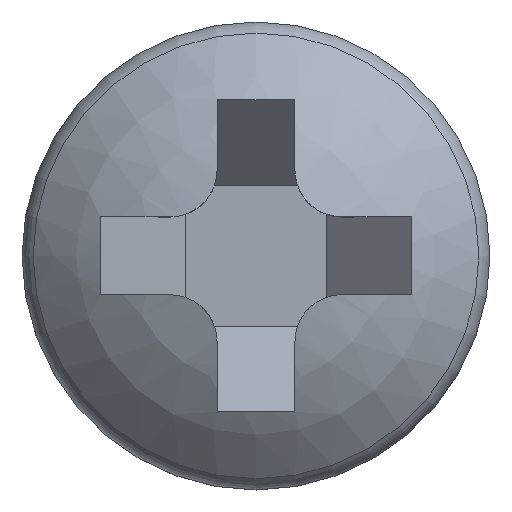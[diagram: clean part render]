
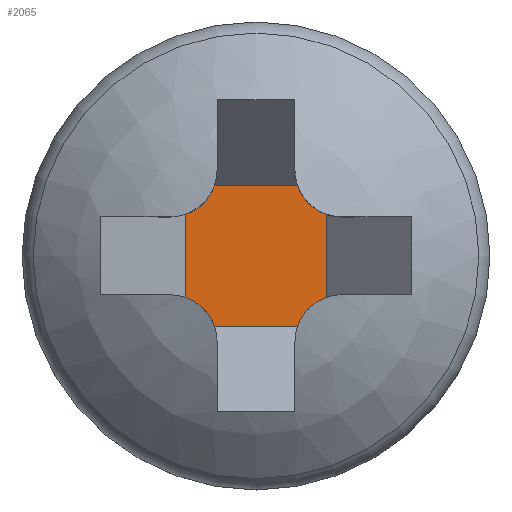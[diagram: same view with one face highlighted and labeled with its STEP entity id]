
A CAD part, top view. The second image highlights one B-rep face of the part: STEP entity #2065.
In plain terms, the highlighted planar face has unit normal (0, 0, 1).
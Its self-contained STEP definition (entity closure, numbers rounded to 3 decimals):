
#33=PLANE('',#2220);
#143=FACE_OUTER_BOUND('',#254,.T.);
#254=EDGE_LOOP('',(#1804,#1805,#1806,#1807,#1808,#1809,#1810,#1811));
#275=CIRCLE('',#2185,0.6);
#292=CIRCLE('',#2207,0.6);
#293=CIRCLE('',#2211,0.6);
#294=CIRCLE('',#2216,0.6);
#570=LINE('',#8210,#683);
#572=LINE('',#8214,#685);
#573=LINE('',#8215,#686);
#574=LINE('',#8216,#687);
#683=VECTOR('',#2589,10.);
#685=VECTOR('',#2595,10.);
#686=VECTOR('',#2596,10.);
#687=VECTOR('',#2597,10.);
#868=VERTEX_POINT('',#8058);
#872=VERTEX_POINT('',#8080);
#893=VERTEX_POINT('',#8172);
#894=VERTEX_POINT('',#8174);
#897=VERTEX_POINT('',#8182);
#898=VERTEX_POINT('',#8184);
#901=VERTEX_POINT('',#8192);
#903=VERTEX_POINT('',#8197);
#1171=EDGE_CURVE('',#868,#872,#275,.T.);
#1196=EDGE_CURVE('',#893,#894,#292,.F.);
#1201=EDGE_CURVE('',#897,#898,#293,.F.);
#1209=EDGE_CURVE('',#901,#903,#294,.T.);
#1215=EDGE_CURVE('',#894,#897,#570,.T.);
#1217=EDGE_CURVE('',#868,#893,#572,.T.);
#1218=EDGE_CURVE('',#901,#872,#573,.T.);
#1219=EDGE_CURVE('',#898,#903,#574,.T.);
#1804=ORIENTED_EDGE('',*,*,#1215,.F.);
#1805=ORIENTED_EDGE('',*,*,#1196,.F.);
#1806=ORIENTED_EDGE('',*,*,#1217,.F.);
#1807=ORIENTED_EDGE('',*,*,#1171,.T.);
#1808=ORIENTED_EDGE('',*,*,#1218,.F.);
#1809=ORIENTED_EDGE('',*,*,#1209,.T.);
#1810=ORIENTED_EDGE('',*,*,#1219,.F.);
#1811=ORIENTED_EDGE('',*,*,#1201,.F.);
#2065=ADVANCED_FACE('',(#143),#33,.F.);
#2185=AXIS2_PLACEMENT_3D('',#8082,#2506,#2507);
#2207=AXIS2_PLACEMENT_3D('',#8175,#2554,#2555);
#2211=AXIS2_PLACEMENT_3D('',#8185,#2564,#2565);
#2216=AXIS2_PLACEMENT_3D('',#8199,#2578,#2579);
#2220=AXIS2_PLACEMENT_3D('',#8213,#2593,#2594);
#2506=DIRECTION('center_axis',(0.,0.,-1.));
#2507=DIRECTION('ref_axis',(0.707,-0.707,0.));
#2554=DIRECTION('center_axis',(0.,0.,-1.));
#2555=DIRECTION('ref_axis',(-0.707,-0.707,0.));
#2564=DIRECTION('center_axis',(0.,0.,-1.));
#2565=DIRECTION('ref_axis',(-0.707,0.707,0.));
#2578=DIRECTION('center_axis',(0.,0.,-1.));
#2579=DIRECTION('ref_axis',(0.707,0.707,0.));
#2589=DIRECTION('',(0.,-1.,0.));
#2593=DIRECTION('center_axis',(0.,0.,-1.));
#2594=DIRECTION('ref_axis',(-1.,0.,0.));
#2595=DIRECTION('',(1.,0.,0.));
#2596=DIRECTION('',(0.,1.,0.));
#2597=DIRECTION('',(-1.,0.,0.));
#8058=CARTESIAN_POINT('',(-0.534,0.9,0.4));
#8080=CARTESIAN_POINT('',(-0.9,0.534,0.4));
#8082=CARTESIAN_POINT('Origin',(-1.1,1.1,0.4));
#8172=CARTESIAN_POINT('',(0.534,0.9,0.4));
#8174=CARTESIAN_POINT('',(0.9,0.534,0.4));
#8175=CARTESIAN_POINT('Origin',(1.1,1.1,0.4));
#8182=CARTESIAN_POINT('',(0.9,-0.534,0.4));
#8184=CARTESIAN_POINT('',(0.534,-0.9,0.4));
#8185=CARTESIAN_POINT('Origin',(1.1,-1.1,0.4));
#8192=CARTESIAN_POINT('',(-0.9,-0.534,0.4));
#8197=CARTESIAN_POINT('',(-0.534,-0.9,0.4));
#8199=CARTESIAN_POINT('Origin',(-1.1,-1.1,0.4));
#8210=CARTESIAN_POINT('',(0.9,0.25,0.4));
#8213=CARTESIAN_POINT('Origin',(0.,0.,0.4));
#8214=CARTESIAN_POINT('',(-0.25,0.9,0.4));
#8215=CARTESIAN_POINT('',(-0.9,-0.25,0.4));
#8216=CARTESIAN_POINT('',(0.25,-0.9,0.4));
